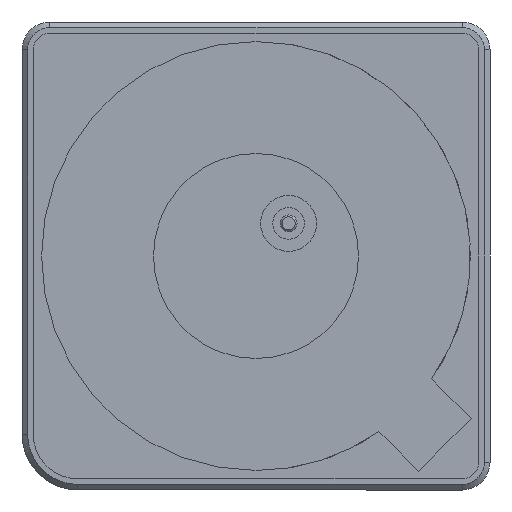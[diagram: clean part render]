
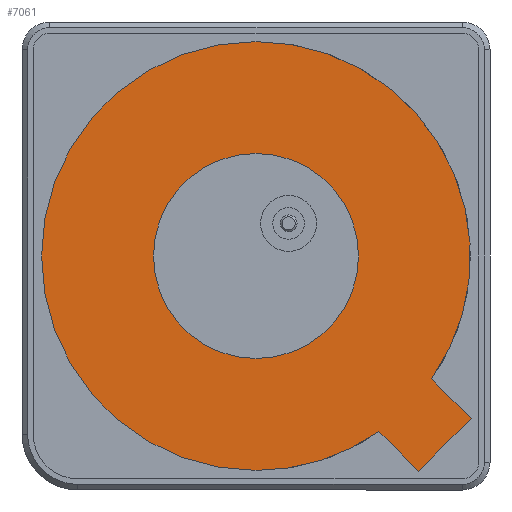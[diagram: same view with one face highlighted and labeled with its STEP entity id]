
A CAD part, front view. The second image highlights one B-rep face of the part: STEP entity #7061.
In plain terms, the highlighted planar face has unit normal (0, -1, 0).
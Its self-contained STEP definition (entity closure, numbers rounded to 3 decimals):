
#329 = EDGE_CURVE ( 'NONE', #11391, #8299, #8711, .T. ) ;
#631 = ORIENTED_EDGE ( 'NONE', *, *, #6005, .F. ) ;
#905 = DIRECTION ( 'NONE',  ( 0., 0., 1. ) ) ;
#908 = DIRECTION ( 'NONE',  ( 0., 0., 1. ) ) ;
#930 = LINE ( 'NONE', #15575, #9128 ) ;
#981 = ORIENTED_EDGE ( 'NONE', *, *, #16847, .F. ) ;
#1654 = CIRCLE ( 'NONE', #18458, 11.5 ) ;
#2983 = VECTOR ( 'NONE', #8852, 1000. ) ;
#3298 = DIRECTION ( 'NONE',  ( 0., 0., 1. ) ) ;
#3751 = ORIENTED_EDGE ( 'NONE', *, *, #8139, .T. ) ;
#3902 = DIRECTION ( 'NONE',  ( 0., 1., 0. ) ) ;
#4100 = DIRECTION ( 'NONE',  ( -0.707, 0., -0.707 ) ) ;
#4366 = VERTEX_POINT ( 'NONE', #9716 ) ;
#4671 = DIRECTION ( 'NONE',  ( 0., 0., 1. ) ) ;
#4676 = DIRECTION ( 'NONE',  ( 0., 0., 1. ) ) ;
#4754 = DIRECTION ( 'NONE',  ( 0., 1., 0. ) ) ;
#4950 = CARTESIAN_POINT ( 'NONE',  ( 0., -0.1, 11.5 ) ) ;
#5173 = VERTEX_POINT ( 'NONE', #18141 ) ;
#5288 = CARTESIAN_POINT ( 'NONE',  ( 11.543, -0.1, -8.715 ) ) ;
#5290 = CIRCLE ( 'NONE', #10234, 11.5 ) ;
#5607 = CARTESIAN_POINT ( 'NONE',  ( 6.594, -0.1, -9.422 ) ) ;
#5771 = AXIS2_PLACEMENT_3D ( 'NONE', #12631, #3902, #905 ) ;
#5953 = CARTESIAN_POINT ( 'NONE',  ( 0., -0.1, 0. ) ) ;
#6005 = EDGE_CURVE ( 'NONE', #4366, #15246, #10938, .T. ) ;
#6402 = AXIS2_PLACEMENT_3D ( 'NONE', #5953, #17665, #4671 ) ;
#6606 = DIRECTION ( 'NONE',  ( 0., 1., 0. ) ) ;
#7061 = ADVANCED_FACE ( 'NONE', ( #14706, #10351 ), #14095, .F. ) ;
#8022 = CIRCLE ( 'NONE', #14022, 5.5 ) ;
#8063 = VERTEX_POINT ( 'NONE', #18238 ) ;
#8139 = EDGE_CURVE ( 'NONE', #8452, #5173, #18676, .T. ) ;
#8299 = VERTEX_POINT ( 'NONE', #4950 ) ;
#8452 = VERTEX_POINT ( 'NONE', #17472 ) ;
#8711 = CIRCLE ( 'NONE', #11800, 11.5 ) ;
#8852 = DIRECTION ( 'NONE',  ( -0.707, 0., 0.707 ) ) ;
#9128 = VECTOR ( 'NONE', #4100, 1000. ) ;
#9625 = EDGE_LOOP ( 'NONE', ( #14720, #3751 ) ) ;
#9716 = CARTESIAN_POINT ( 'NONE',  ( 8.715, -0.1, -11.543 ) ) ;
#9784 = VECTOR ( 'NONE', #11081, 1000. ) ;
#9941 = EDGE_CURVE ( 'NONE', #16486, #4366, #930, .T. ) ;
#10230 = CARTESIAN_POINT ( 'NONE',  ( 6.594, -0.1, -9.422 ) ) ;
#10234 = AXIS2_PLACEMENT_3D ( 'NONE', #10726, #12393, #10987 ) ;
#10351 = FACE_OUTER_BOUND ( 'NONE', #14076, .T. ) ;
#10726 = CARTESIAN_POINT ( 'NONE',  ( 0., -0.1, 0. ) ) ;
#10938 = LINE ( 'NONE', #10230, #2983 ) ;
#10968 = ORIENTED_EDGE ( 'NONE', *, *, #9941, .F. ) ;
#10987 = DIRECTION ( 'NONE',  ( 0., 0., 1. ) ) ;
#11081 = DIRECTION ( 'NONE',  ( 0.707, 0., -0.707 ) ) ;
#11391 = VERTEX_POINT ( 'NONE', #18799 ) ;
#11727 = EDGE_CURVE ( 'NONE', #8063, #16486, #13645, .T. ) ;
#11800 = AXIS2_PLACEMENT_3D ( 'NONE', #13494, #4754, #3298 ) ;
#12393 = DIRECTION ( 'NONE',  ( 0., 1., 0. ) ) ;
#12460 = ORIENTED_EDGE ( 'NONE', *, *, #17423, .F. ) ;
#12631 = CARTESIAN_POINT ( 'NONE',  ( 0., -0.1, 0. ) ) ;
#13023 = ORIENTED_EDGE ( 'NONE', *, *, #11727, .F. ) ;
#13284 = CARTESIAN_POINT ( 'NONE',  ( 0., -0.1, 0. ) ) ;
#13494 = CARTESIAN_POINT ( 'NONE',  ( 0., -0.1, 0. ) ) ;
#13645 = LINE ( 'NONE', #15194, #9784 ) ;
#14022 = AXIS2_PLACEMENT_3D ( 'NONE', #13284, #17483, #4676 ) ;
#14076 = EDGE_LOOP ( 'NONE', ( #631, #10968, #13023, #12460, #16097, #981 ) ) ;
#14095 = PLANE ( 'NONE',  #5771 ) ;
#14706 = FACE_BOUND ( 'NONE', #9625, .T. ) ;
#14720 = ORIENTED_EDGE ( 'NONE', *, *, #18168, .T. ) ;
#15194 = CARTESIAN_POINT ( 'NONE',  ( 9.422, -0.1, -6.594 ) ) ;
#15246 = VERTEX_POINT ( 'NONE', #5607 ) ;
#15317 = CARTESIAN_POINT ( 'NONE',  ( 0., -0.1, 0. ) ) ;
#15575 = CARTESIAN_POINT ( 'NONE',  ( 8.715, -0.1, -11.543 ) ) ;
#16097 = ORIENTED_EDGE ( 'NONE', *, *, #329, .F. ) ;
#16486 = VERTEX_POINT ( 'NONE', #5288 ) ;
#16847 = EDGE_CURVE ( 'NONE', #15246, #11391, #1654, .T. ) ;
#17423 = EDGE_CURVE ( 'NONE', #8299, #8063, #5290, .T. ) ;
#17472 = CARTESIAN_POINT ( 'NONE',  ( 0., -0.1, -5.5 ) ) ;
#17483 = DIRECTION ( 'NONE',  ( 0., 1., 0. ) ) ;
#17665 = DIRECTION ( 'NONE',  ( 0., 1., 0. ) ) ;
#18141 = CARTESIAN_POINT ( 'NONE',  ( 0., -0.1, 5.5 ) ) ;
#18168 = EDGE_CURVE ( 'NONE', #5173, #8452, #8022, .T. ) ;
#18238 = CARTESIAN_POINT ( 'NONE',  ( 9.422, -0.1, -6.594 ) ) ;
#18458 = AXIS2_PLACEMENT_3D ( 'NONE', #15317, #6606, #908 ) ;
#18676 = CIRCLE ( 'NONE', #6402, 5.5 ) ;
#18799 = CARTESIAN_POINT ( 'NONE',  ( 0., -0.1, -11.5 ) ) ;
